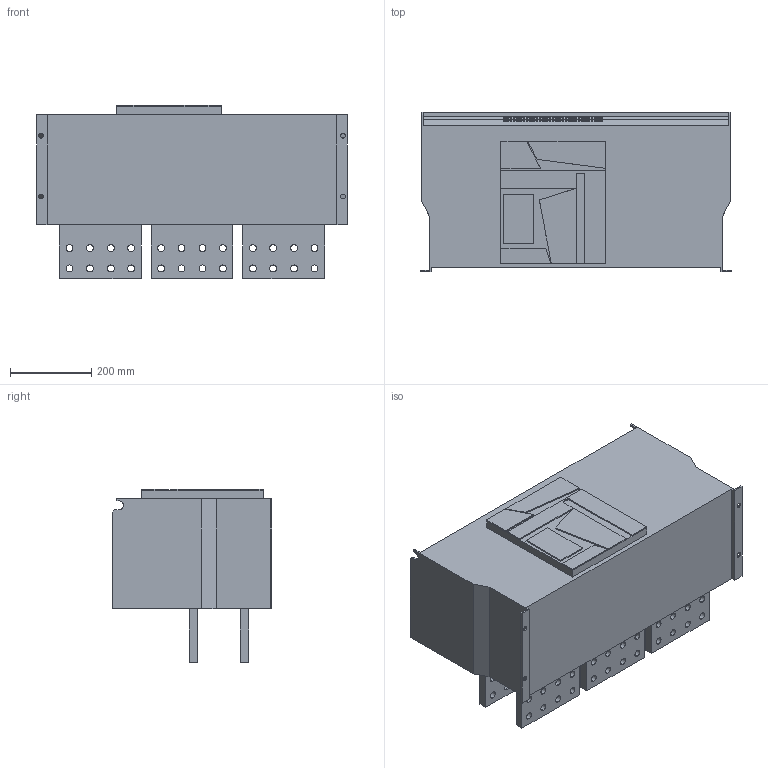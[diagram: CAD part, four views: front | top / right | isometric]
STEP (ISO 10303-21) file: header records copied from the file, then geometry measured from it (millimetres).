
FILE_DESCRIPTION (( 'STEP AP203' ), '1' );
FILE_NAME ('3FH-5000 H.STEP', '2022-12-15T15:03:57', ( '' ), ( '' ), 'SwSTEP 2.0', 'SolidWorks 2022', '' );
FILE_SCHEMA (( 'CONFIG_CONTROL_DESIGN' ));
Length unit declared in the file: millimetre
Products named in the file (1): 3FH-5000 H
Bounding box: 767 x 394 x 427 mm (x, y, z)
Volume: 80524621.7 mm3; surface area: 1641204.7 mm2
Topology: 1 solids, 1 shells, 714 faces, 1718 edges, 1139 vertices
Faces by surface type: plane 482, cylinder 232
Entity records: 21035 total; most frequent: DIRECTION 3604, CARTESIAN_POINT 3584, ORIENTED_EDGE 3436, EDGE_CURVE 1718, VECTOR 1254, LINE 1254, AXIS2_PLACEMENT_3D 1175, VERTEX_POINT 1139
